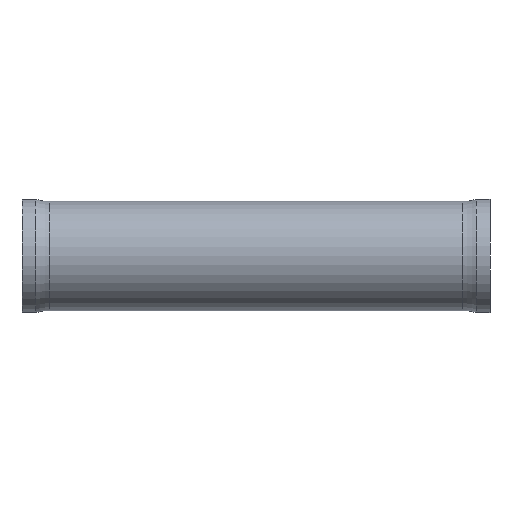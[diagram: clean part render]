
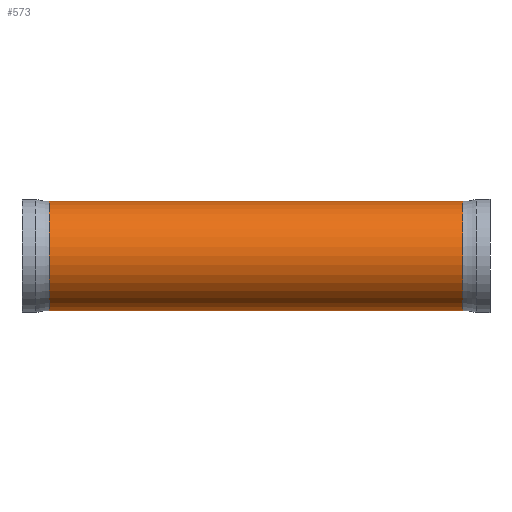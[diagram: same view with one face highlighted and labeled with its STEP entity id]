
A CAD part, front view. The second image highlights one B-rep face of the part: STEP entity #573.
In plain terms, the highlighted cylindrical face has radius 19.837 mm (diameter 39.675 mm), a partial arc.
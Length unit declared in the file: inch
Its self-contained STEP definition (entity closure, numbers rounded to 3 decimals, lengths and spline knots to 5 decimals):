
#16 = EDGE_CURVE ( 'NONE', #357, #612, #195, .T. ) ;
#45 = ORIENTED_EDGE ( 'NONE', *, *, #16, .T. ) ;
#46 = DIRECTION ( 'NONE',  ( 0., 0., 1. ) ) ;
#60 = VECTOR ( 'NONE', #486, 39.37008 ) ;
#76 = DIRECTION ( 'NONE',  ( -1., 0., 0. ) ) ;
#89 = CARTESIAN_POINT ( 'NONE',  ( 6.30164, 0., 0. ) ) ;
#90 = LINE ( 'NONE', #282, #60 ) ;
#131 = EDGE_CURVE ( 'NONE', #446, #194, #394, .T. ) ;
#160 = AXIS2_PLACEMENT_3D ( 'NONE', #89, #76, #382 ) ;
#194 = VERTEX_POINT ( 'NONE', #297 ) ;
#195 = CIRCLE ( 'NONE', #160, 0.781 ) ;
#197 = CARTESIAN_POINT ( 'NONE',  ( 0.39128, 0., 0. ) ) ;
#207 = EDGE_LOOP ( 'NONE', ( #627, #45, #299, #631 ) ) ;
#225 = LINE ( 'NONE', #319, #532 ) ;
#253 = EDGE_CURVE ( 'NONE', #612, #194, #90, .T. ) ;
#282 = CARTESIAN_POINT ( 'NONE',  ( -0.21142, 0., 0.781 ) ) ;
#297 = CARTESIAN_POINT ( 'NONE',  ( 0.39128, 0., 0.781 ) ) ;
#299 = ORIENTED_EDGE ( 'NONE', *, *, #253, .T. ) ;
#307 = DIRECTION ( 'NONE',  ( 0., 0., 1. ) ) ;
#319 = CARTESIAN_POINT ( 'NONE',  ( -0.21142, 0., -0.781 ) ) ;
#324 = AXIS2_PLACEMENT_3D ( 'NONE', #360, #595, #307 ) ;
#357 = VERTEX_POINT ( 'NONE', #387 ) ;
#360 = CARTESIAN_POINT ( 'NONE',  ( -0.21142, 0., 0. ) ) ;
#382 = DIRECTION ( 'NONE',  ( 0., 0., 1. ) ) ;
#387 = CARTESIAN_POINT ( 'NONE',  ( 6.30164, 0., -0.781 ) ) ;
#394 = CIRCLE ( 'NONE', #506, 0.781 ) ;
#446 = VERTEX_POINT ( 'NONE', #510 ) ;
#447 = DIRECTION ( 'NONE',  ( -1., 0., 0. ) ) ;
#465 = CYLINDRICAL_SURFACE ( 'NONE', #324, 0.781 ) ;
#486 = DIRECTION ( 'NONE',  ( -1., 0., 0. ) ) ;
#499 = DIRECTION ( 'NONE',  ( -1., 0., 0. ) ) ;
#506 = AXIS2_PLACEMENT_3D ( 'NONE', #197, #447, #46 ) ;
#510 = CARTESIAN_POINT ( 'NONE',  ( 0.39128, 0., -0.781 ) ) ;
#532 = VECTOR ( 'NONE', #499, 39.37008 ) ;
#542 = EDGE_CURVE ( 'NONE', #357, #446, #225, .T. ) ;
#552 = CARTESIAN_POINT ( 'NONE',  ( 6.30164, 0., 0.781 ) ) ;
#573 = ADVANCED_FACE ( 'NONE', ( #611 ), #465, .T. ) ;
#595 = DIRECTION ( 'NONE',  ( -1., 0., 0. ) ) ;
#611 = FACE_OUTER_BOUND ( 'NONE', #207, .T. ) ;
#612 = VERTEX_POINT ( 'NONE', #552 ) ;
#627 = ORIENTED_EDGE ( 'NONE', *, *, #542, .F. ) ;
#631 = ORIENTED_EDGE ( 'NONE', *, *, #131, .F. ) ;
